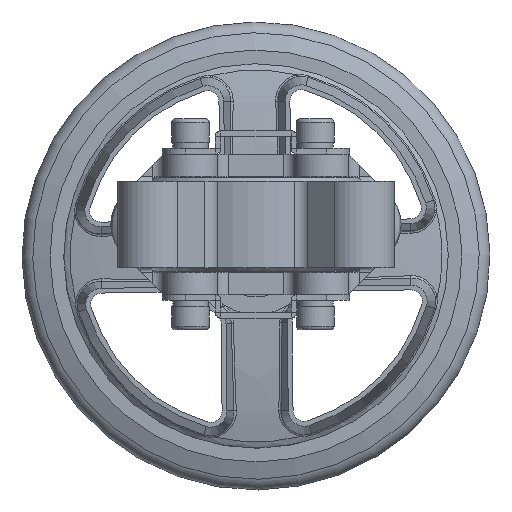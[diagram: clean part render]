
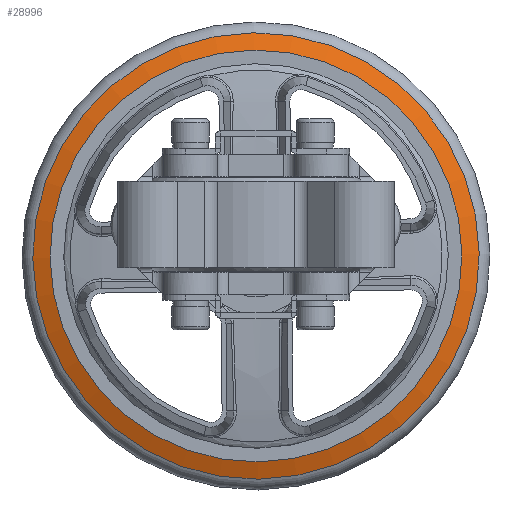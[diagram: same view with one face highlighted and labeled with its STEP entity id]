
A CAD part, front view. The second image highlights one B-rep face of the part: STEP entity #28996.
In plain terms, the highlighted conical face has half-angle 70 degrees and reference radius 88 mm.
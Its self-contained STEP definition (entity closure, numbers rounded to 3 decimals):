
#3535=FACE_OUTER_BOUND('',#5206,.T.);
#5206=EDGE_LOOP('',(#22578,#22579,#22580,#22581,#22582,#22583));
#7118=LINE('',#48462,#9098);
#9098=VECTOR('',#36017,88.);
#10722=CIRCLE('',#31167,95.394);
#10723=CIRCLE('',#31168,88.);
#10724=CIRCLE('',#31169,88.);
#10725=CIRCLE('',#31170,95.394);
#12893=VERTEX_POINT('',#48458);
#12894=VERTEX_POINT('',#48459);
#12895=VERTEX_POINT('',#48461);
#12896=VERTEX_POINT('',#48463);
#16349=EDGE_CURVE('',#12893,#12894,#10722,.T.);
#16350=EDGE_CURVE('',#12894,#12895,#7118,.T.);
#16351=EDGE_CURVE('',#12895,#12896,#10723,.T.);
#16352=EDGE_CURVE('',#12896,#12895,#10724,.T.);
#16353=EDGE_CURVE('',#12894,#12893,#10725,.T.);
#22578=ORIENTED_EDGE('',*,*,#16349,.T.);
#22579=ORIENTED_EDGE('',*,*,#16350,.T.);
#22580=ORIENTED_EDGE('',*,*,#16351,.T.);
#22581=ORIENTED_EDGE('',*,*,#16352,.T.);
#22582=ORIENTED_EDGE('',*,*,#16350,.F.);
#22583=ORIENTED_EDGE('',*,*,#16353,.T.);
#26488=CONICAL_SURFACE('',#31166,88.,1.222);
#28996=ADVANCED_FACE('',(#3535),#26488,.T.);
#31166=AXIS2_PLACEMENT_3D('',#48457,#36013,#36014);
#31167=AXIS2_PLACEMENT_3D('',#48460,#36015,#36016);
#31168=AXIS2_PLACEMENT_3D('',#48464,#36018,#36019);
#31169=AXIS2_PLACEMENT_3D('',#48465,#36020,#36021);
#31170=AXIS2_PLACEMENT_3D('',#48466,#36022,#36023);
#36013=DIRECTION('center_axis',(0.,1.,0.));
#36014=DIRECTION('ref_axis',(-1.,0.,-0.01));
#36015=DIRECTION('center_axis',(0.,-1.,0.));
#36016=DIRECTION('ref_axis',(1.,0.,0.01));
#36017=DIRECTION('',(-0.94,-0.342,-0.009));
#36018=DIRECTION('center_axis',(0.,1.,0.));
#36019=DIRECTION('ref_axis',(-1.,0.,-0.01));
#36020=DIRECTION('center_axis',(0.,1.,0.));
#36021=DIRECTION('ref_axis',(-1.,0.,-0.01));
#36022=DIRECTION('center_axis',(0.,-1.,0.));
#36023=DIRECTION('ref_axis',(1.,0.,0.01));
#48457=CARTESIAN_POINT('Origin',(1.316,201.449,5.25));
#48458=CARTESIAN_POINT('',(-94.074,204.14,4.295));
#48459=CARTESIAN_POINT('',(96.705,204.14,6.205));
#48460=CARTESIAN_POINT('Origin',(1.316,204.14,5.25));
#48461=CARTESIAN_POINT('',(89.311,201.449,6.131));
#48462=CARTESIAN_POINT('',(89.311,201.449,6.131));
#48463=CARTESIAN_POINT('',(-86.68,201.449,4.369));
#48464=CARTESIAN_POINT('Origin',(1.316,201.449,5.25));
#48465=CARTESIAN_POINT('Origin',(1.316,201.449,5.25));
#48466=CARTESIAN_POINT('Origin',(1.316,204.14,5.25));
